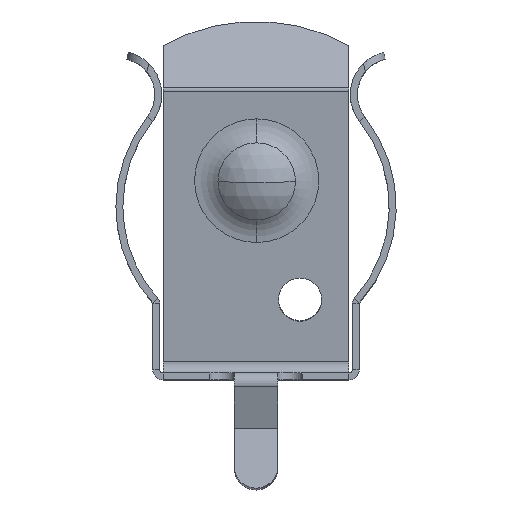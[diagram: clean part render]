
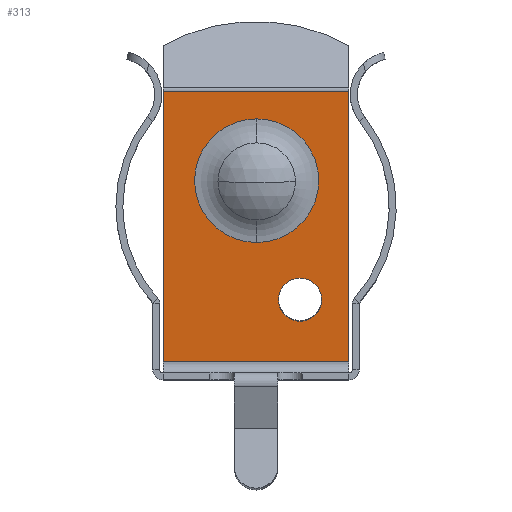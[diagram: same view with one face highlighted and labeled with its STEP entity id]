
A CAD part, top view. The second image highlights one B-rep face of the part: STEP entity #313.
In plain terms, the highlighted planar face has unit normal (0, -0.087, 0.996).
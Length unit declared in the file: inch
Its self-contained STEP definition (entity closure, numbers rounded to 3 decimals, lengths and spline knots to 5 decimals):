
#120 = EDGE_CURVE ( 'NONE', #123, #295, #695, .T. ) ;
#121 = EDGE_CURVE ( 'NONE', #309, #293, #691, .T. ) ;
#123 = VERTEX_POINT ( 'NONE', #687 ) ;
#124 = ORIENTED_EDGE ( 'NONE', *, *, #121, .T. ) ;
#125 = ORIENTED_EDGE ( 'NONE', *, *, #120, .F. ) ;
#133 = EDGE_LOOP ( 'NONE', ( #300, #142 ) ) ;
#136 = EDGE_CURVE ( 'NONE', #340, #347, #724, .T. ) ;
#140 = EDGE_LOOP ( 'NONE', ( #159, #125, #311, #124 ) ) ;
#142 = ORIENTED_EDGE ( 'NONE', *, *, #341, .F. ) ;
#158 = EDGE_LOOP ( 'NONE', ( #283, #277 ) ) ;
#159 = ORIENTED_EDGE ( 'NONE', *, *, #296, .T. ) ;
#273 = EDGE_CURVE ( 'NONE', #375, #391, #914, .T. ) ;
#277 = ORIENTED_EDGE ( 'NONE', *, *, #273, .F. ) ;
#283 = ORIENTED_EDGE ( 'NONE', *, *, #390, .F. ) ;
#293 = VERTEX_POINT ( 'NONE', #985 ) ;
#295 = VERTEX_POINT ( 'NONE', #982 ) ;
#296 = EDGE_CURVE ( 'NONE', #293, #295, #981, .T. ) ;
#300 = ORIENTED_EDGE ( 'NONE', *, *, #136, .F. ) ;
#303 = EDGE_CURVE ( 'NONE', #123, #309, #963, .T. ) ;
#309 = VERTEX_POINT ( 'NONE', #1009 ) ;
#311 = ORIENTED_EDGE ( 'NONE', *, *, #303, .T. ) ;
#313 = ADVANCED_FACE ( 'NONE', ( #1007, #1006, #1005 ), #1004, .T. ) ;
#340 = VERTEX_POINT ( 'NONE', #1079 ) ;
#341 = EDGE_CURVE ( 'NONE', #347, #340, #1078, .T. ) ;
#347 = VERTEX_POINT ( 'NONE', #1059 ) ;
#375 = VERTEX_POINT ( 'NONE', #1133 ) ;
#390 = EDGE_CURVE ( 'NONE', #391, #375, #1170, .T. ) ;
#391 = VERTEX_POINT ( 'NONE', #1161 ) ;
#687 = CARTESIAN_POINT ( 'NONE',  ( 0.133, 0.02631, -0.07557 ) ) ;
#688 = DIRECTION ( 'NONE',  ( -1., 0., 0. ) ) ;
#689 = VECTOR ( 'NONE', #688, 39.37008 ) ;
#690 = CARTESIAN_POINT ( 'NONE',  ( 0.133, 0.41346, -0.0417 ) ) ;
#691 = LINE ( 'NONE', #690, #689 ) ;
#692 = DIRECTION ( 'NONE',  ( -1., 0., 0. ) ) ;
#693 = VECTOR ( 'NONE', #692, 39.37008 ) ;
#694 = CARTESIAN_POINT ( 'NONE',  ( 0.133, 0.02631, -0.07557 ) ) ;
#695 = LINE ( 'NONE', #694, #693 ) ;
#721 = DIRECTION ( 'NONE',  ( 0., -0.996, -0.087 ) ) ;
#722 = DIRECTION ( 'NONE',  ( 0., -0.087, 0.996 ) ) ;
#723 = AXIS2_PLACEMENT_3D ( 'NONE', #728, #722, #721 ) ;
#724 = CIRCLE ( 'NONE', #723, 0.031 ) ;
#728 = CARTESIAN_POINT ( 'NONE',  ( 0.063, 0.11535, -0.06778 ) ) ;
#910 = DIRECTION ( 'NONE',  ( 0., 0.996, 0.087 ) ) ;
#911 = DIRECTION ( 'NONE',  ( 0., -0.087, 0.996 ) ) ;
#912 = CARTESIAN_POINT ( 'NONE',  ( 0.00093, 0.2857, -0.05288 ) ) ;
#913 = AXIS2_PLACEMENT_3D ( 'NONE', #912, #911, #910 ) ;
#914 = CIRCLE ( 'NONE', #913, 0.08892 ) ;
#960 = DIRECTION ( 'NONE',  ( 0., 0.996, 0.087 ) ) ;
#961 = VECTOR ( 'NONE', #960, 39.37008 ) ;
#962 = CARTESIAN_POINT ( 'NONE',  ( 0.133, 0.01, -0.077 ) ) ;
#963 = LINE ( 'NONE', #962, #961 ) ;
#978 = DIRECTION ( 'NONE',  ( 0., -0.996, -0.087 ) ) ;
#979 = VECTOR ( 'NONE', #978, 39.37008 ) ;
#980 = CARTESIAN_POINT ( 'NONE',  ( -0.133, 0.01, -0.077 ) ) ;
#981 = LINE ( 'NONE', #980, #979 ) ;
#982 = CARTESIAN_POINT ( 'NONE',  ( -0.133, 0.02631, -0.07557 ) ) ;
#985 = CARTESIAN_POINT ( 'NONE',  ( -0.133, 0.41346, -0.0417 ) ) ;
#999 = DIRECTION ( 'NONE',  ( 0., -0.996, -0.087 ) ) ;
#1000 = DIRECTION ( 'NONE',  ( 0., -0.087, 0.996 ) ) ;
#1001 = CARTESIAN_POINT ( 'NONE',  ( 0.133, 0.01, -0.077 ) ) ;
#1002 = AXIS2_PLACEMENT_3D ( 'NONE', #1001, #1000, #999 ) ;
#1004 = PLANE ( 'NONE',  #1002 ) ;
#1005 = FACE_BOUND ( 'NONE', #158, .T. ) ;
#1006 = FACE_OUTER_BOUND ( 'NONE', #140, .T. ) ;
#1007 = FACE_BOUND ( 'NONE', #133, .T. ) ;
#1009 = CARTESIAN_POINT ( 'NONE',  ( 0.133, 0.41346, -0.0417 ) ) ;
#1059 = CARTESIAN_POINT ( 'NONE',  ( 0.063, 0.14623, -0.06508 ) ) ;
#1074 = DIRECTION ( 'NONE',  ( 0., -0.996, -0.087 ) ) ;
#1075 = DIRECTION ( 'NONE',  ( 0., -0.087, 0.996 ) ) ;
#1076 = CARTESIAN_POINT ( 'NONE',  ( 0.063, 0.11535, -0.06778 ) ) ;
#1077 = AXIS2_PLACEMENT_3D ( 'NONE', #1076, #1075, #1074 ) ;
#1078 = CIRCLE ( 'NONE', #1077, 0.031 ) ;
#1079 = CARTESIAN_POINT ( 'NONE',  ( 0.063, 0.08446, -0.07049 ) ) ;
#1133 = CARTESIAN_POINT ( 'NONE',  ( 0.00093, 0.19712, -0.06063 ) ) ;
#1161 = CARTESIAN_POINT ( 'NONE',  ( 0.00093, 0.37427, -0.04513 ) ) ;
#1162 = DIRECTION ( 'NONE',  ( 0., 0.996, 0.087 ) ) ;
#1163 = DIRECTION ( 'NONE',  ( 0., -0.087, 0.996 ) ) ;
#1164 = CARTESIAN_POINT ( 'NONE',  ( 0.00093, 0.2857, -0.05288 ) ) ;
#1165 = AXIS2_PLACEMENT_3D ( 'NONE', #1164, #1163, #1162 ) ;
#1170 = CIRCLE ( 'NONE', #1165, 0.08892 ) ;
